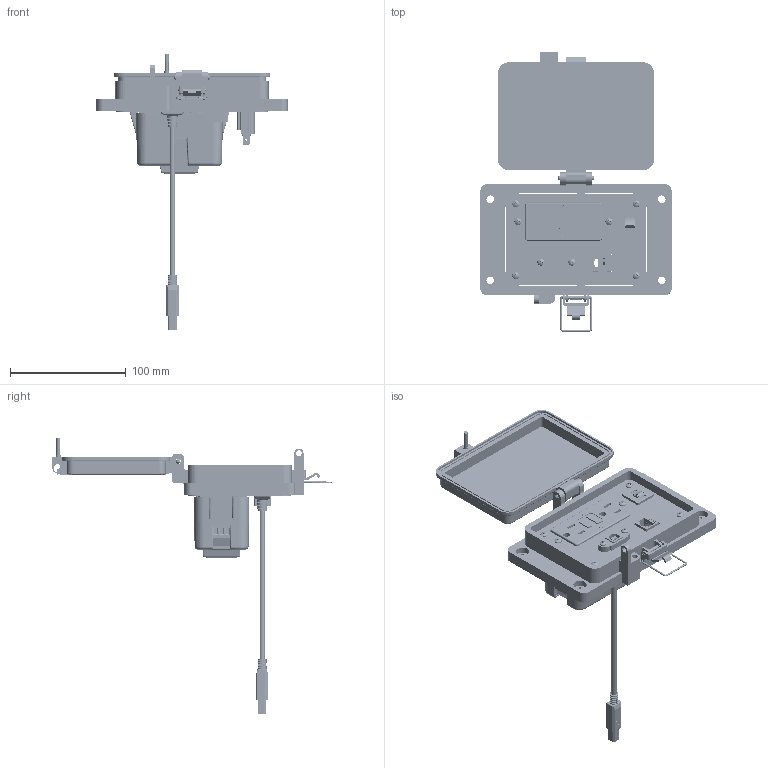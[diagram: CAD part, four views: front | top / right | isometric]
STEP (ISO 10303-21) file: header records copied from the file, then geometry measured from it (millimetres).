
FILE_DESCRIPTION (( 'STEP AP203' ), '1' );
FILE_NAME ('P-P15R2-M3RF3_3D.STEP', '2021-12-02T17:36:47', ( '' ), ( '' ), 'SwSTEP 2.0', 'SolidWorks 2019', '' );
FILE_SCHEMA (( 'CONFIG_CONTROL_DESIGN' ));
Length unit declared in the file: millimetre
Products named in the file (21): Z-200-OTLT-GFIH-15A_sheared; Z-300-RJ45CAT5; P15; P-P15R2-M3RF3_BP180_1; P-P15R2-M3RF3_3D; M3PH_16M3; Z-200-OTLT-RIOF-15A_WOE; R2; Z-000-4243316TFP; Z-H-M3_B; M3PH_12M3; Z-002-M3HN_93825A110; Z-120-RIOF-SHELL_WOE; Z-CB-SM; 92005A124_METRIC PAN HEAD PHILLIPS MACHINE SCREW_92005A124; P-P15R2-M3RF3_TP060_1; CBX; -M3; Z-020-3044; RF_WOE; P-P15R2-M3RF3_FP060_1
Assembly tree (27 placements, depth 4):
  P-P15R2-M3RF3_3D
    P-P15R2-M3RF3_BP180_1
    P-P15R2-M3RF3_TP060_1
    Z-000-4243316TFP  x2
    P15
      Z-020-3044
    M3PH_16M3  x2
    Z-002-M3HN_93825A110  x2
    P-P15R2-M3RF3_FP060_1
    R2
      Z-300-RJ45CAT5
    M3PH_12M3  x2
    CBX
      Z-CB-SM
    -M3
      Z-H-M3_B
    92005A124_METRIC PAN HEAD PHILLIPS MACHINE SCREW_92005A124  x4
    RF_WOE
      Z-200-OTLT-RIOF-15A_WOE
        Z-120-RIOF-SHELL_WOE
        Z-200-OTLT-GFIH-15A_sheared
Bounding box: 164.96 x 240.59 x 238.41 mm (x, y, z)
Volume: 371432.2 mm3; surface area: 225194.3 mm2
Topology: 54 solids, 60 shells, 7107 faces, 18803 edges, 12011 vertices
Faces by surface type: plane 2779, cylinder 2593, bspline 1330, cone 226, sphere 90, torus 89
Entity records: 257161 total; most frequent: CARTESIAN_POINT 120175, ORIENTED_EDGE 31360, DIRECTION 23004, EDGE_CURVE 15680, VERTEX_POINT 9962, LINE 8954, VECTOR 8954, AXIS2_PLACEMENT_3D 7025
